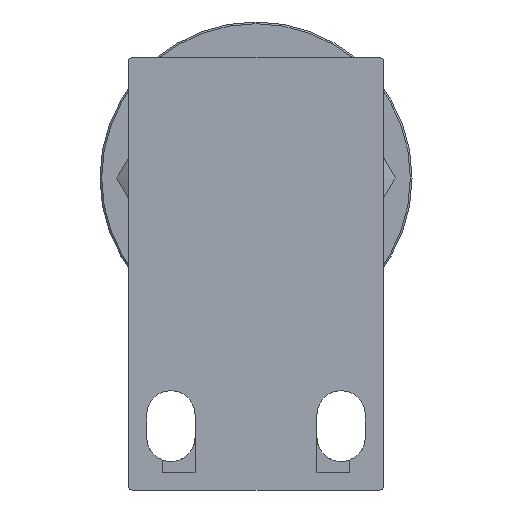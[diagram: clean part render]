
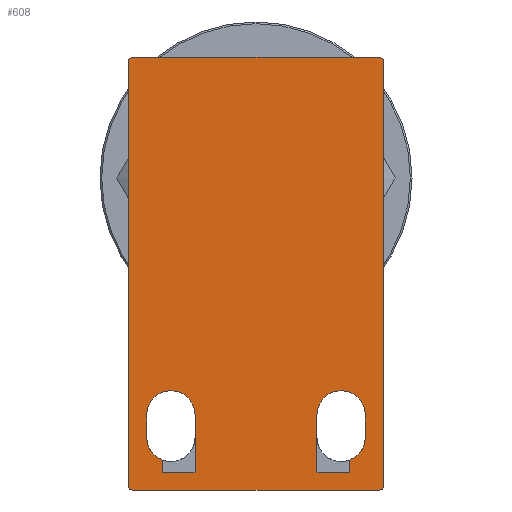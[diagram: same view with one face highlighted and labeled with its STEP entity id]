
A CAD part, left-side view. The second image highlights one B-rep face of the part: STEP entity #608.
In plain terms, the highlighted planar face has unit normal (-1, 0, 0).
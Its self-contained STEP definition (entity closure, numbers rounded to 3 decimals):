
#103=LINE('',#8420,#265);
#104=LINE('',#8423,#266);
#105=LINE('',#8425,#267);
#106=LINE('',#8429,#268);
#107=LINE('',#8432,#269);
#108=LINE('',#8437,#270);
#109=LINE('',#8441,#271);
#110=LINE('',#8445,#272);
#111=LINE('',#8448,#273);
#112=LINE('',#8451,#274);
#113=LINE('',#8455,#275);
#114=LINE('',#8459,#276);
#265=VECTOR('',#3047,1.);
#266=VECTOR('',#3048,1.);
#267=VECTOR('',#3049,1.);
#268=VECTOR('',#3052,1.);
#269=VECTOR('',#3055,1.);
#270=VECTOR('',#3058,1.);
#271=VECTOR('',#3061,1.);
#272=VECTOR('',#3064,1.);
#273=VECTOR('',#3067,1.);
#274=VECTOR('',#3068,1.);
#275=VECTOR('',#3071,1.);
#276=VECTOR('',#3074,1.);
#442=FACE_BOUND('',#1027,.T.);
#443=FACE_BOUND('',#1029,.T.);
#608=ADVANCED_FACE('',(#442,#855,#443),#766,.T.);
#766=PLANE('',#2720);
#855=FACE_OUTER_BOUND('',#1028,.T.);
#1027=EDGE_LOOP('',(#1396,#1397,#1398,#1399,#1400,#1401));
#1028=EDGE_LOOP('',(#1402,#1403,#1404,#1405,#1406,#1407,#1408,#1409));
#1029=EDGE_LOOP('',(#1410,#1411,#1412,#1413,#1414,#1415));
#1230=CIRCLE('',#2712,1.7);
#1231=CIRCLE('',#2713,1.7);
#1232=CIRCLE('',#2714,0.3);
#1233=CIRCLE('',#2715,0.3);
#1234=CIRCLE('',#2716,0.3);
#1235=CIRCLE('',#2717,0.3);
#1236=CIRCLE('',#2718,1.7);
#1237=CIRCLE('',#2719,1.7);
#1396=ORIENTED_EDGE('',*,*,#2294,.T.);
#1397=ORIENTED_EDGE('',*,*,#2295,.F.);
#1398=ORIENTED_EDGE('',*,*,#2296,.T.);
#1399=ORIENTED_EDGE('',*,*,#2297,.T.);
#1400=ORIENTED_EDGE('',*,*,#2298,.T.);
#1401=ORIENTED_EDGE('',*,*,#2299,.T.);
#1402=ORIENTED_EDGE('',*,*,#2300,.F.);
#1403=ORIENTED_EDGE('',*,*,#2301,.T.);
#1404=ORIENTED_EDGE('',*,*,#2302,.F.);
#1405=ORIENTED_EDGE('',*,*,#2303,.T.);
#1406=ORIENTED_EDGE('',*,*,#2304,.F.);
#1407=ORIENTED_EDGE('',*,*,#2305,.T.);
#1408=ORIENTED_EDGE('',*,*,#2306,.F.);
#1409=ORIENTED_EDGE('',*,*,#2307,.T.);
#1410=ORIENTED_EDGE('',*,*,#2308,.F.);
#1411=ORIENTED_EDGE('',*,*,#2309,.T.);
#1412=ORIENTED_EDGE('',*,*,#2310,.T.);
#1413=ORIENTED_EDGE('',*,*,#2311,.T.);
#1414=ORIENTED_EDGE('',*,*,#2312,.T.);
#1415=ORIENTED_EDGE('',*,*,#2313,.T.);
#2059=VERTEX_POINT('',#8421);
#2060=VERTEX_POINT('',#8422);
#2061=VERTEX_POINT('',#8424);
#2062=VERTEX_POINT('',#8426);
#2063=VERTEX_POINT('',#8428);
#2064=VERTEX_POINT('',#8430);
#2065=VERTEX_POINT('',#8433);
#2066=VERTEX_POINT('',#8434);
#2067=VERTEX_POINT('',#8436);
#2068=VERTEX_POINT('',#8438);
#2069=VERTEX_POINT('',#8440);
#2070=VERTEX_POINT('',#8442);
#2071=VERTEX_POINT('',#8444);
#2072=VERTEX_POINT('',#8446);
#2073=VERTEX_POINT('',#8449);
#2074=VERTEX_POINT('',#8450);
#2075=VERTEX_POINT('',#8452);
#2076=VERTEX_POINT('',#8454);
#2077=VERTEX_POINT('',#8456);
#2078=VERTEX_POINT('',#8458);
#2294=EDGE_CURVE('',#2059,#2060,#103,.T.);
#2295=EDGE_CURVE('',#2061,#2060,#104,.T.);
#2296=EDGE_CURVE('',#2061,#2062,#105,.T.);
#2297=EDGE_CURVE('',#2062,#2063,#1230,.T.);
#2298=EDGE_CURVE('',#2063,#2064,#106,.T.);
#2299=EDGE_CURVE('',#2064,#2059,#1231,.T.);
#2300=EDGE_CURVE('',#2065,#2066,#107,.T.);
#2301=EDGE_CURVE('',#2065,#2067,#1232,.T.);
#2302=EDGE_CURVE('',#2068,#2067,#108,.T.);
#2303=EDGE_CURVE('',#2068,#2069,#1233,.T.);
#2304=EDGE_CURVE('',#2070,#2069,#109,.T.);
#2305=EDGE_CURVE('',#2070,#2071,#1234,.T.);
#2306=EDGE_CURVE('',#2072,#2071,#110,.T.);
#2307=EDGE_CURVE('',#2072,#2066,#1235,.T.);
#2308=EDGE_CURVE('',#2073,#2074,#111,.T.);
#2309=EDGE_CURVE('',#2073,#2075,#112,.T.);
#2310=EDGE_CURVE('',#2075,#2076,#1236,.T.);
#2311=EDGE_CURVE('',#2076,#2077,#113,.T.);
#2312=EDGE_CURVE('',#2077,#2078,#1237,.T.);
#2313=EDGE_CURVE('',#2078,#2074,#114,.T.);
#2712=AXIS2_PLACEMENT_3D('',#8427,#3050,#3051);
#2713=AXIS2_PLACEMENT_3D('',#8431,#3053,#3054);
#2714=AXIS2_PLACEMENT_3D('',#8435,#3056,#3057);
#2715=AXIS2_PLACEMENT_3D('',#8439,#3059,#3060);
#2716=AXIS2_PLACEMENT_3D('',#8443,#3062,#3063);
#2717=AXIS2_PLACEMENT_3D('',#8447,#3065,#3066);
#2718=AXIS2_PLACEMENT_3D('',#8453,#3069,#3070);
#2719=AXIS2_PLACEMENT_3D('',#8457,#3072,#3073);
#2720=AXIS2_PLACEMENT_3D('',#8460,#3075,#3076);
#3047=DIRECTION('',(0.,0.,-1.));
#3048=DIRECTION('',(0.,-1.,0.));
#3049=DIRECTION('',(0.,0.,1.));
#3050=DIRECTION('',(1.,0.,0.));
#3051=DIRECTION('',(0.,1.,0.));
#3052=DIRECTION('',(0.,0.,1.));
#3053=DIRECTION('',(1.,0.,0.));
#3054=DIRECTION('',(0.,1.,0.));
#3055=DIRECTION('',(0.,0.,1.));
#3056=DIRECTION('',(-1.,0.,0.));
#3057=DIRECTION('',(0.,1.,0.));
#3058=DIRECTION('',(0.,1.,0.));
#3059=DIRECTION('',(-1.,0.,0.));
#3060=DIRECTION('',(0.,1.,0.));
#3061=DIRECTION('',(0.,0.,-1.));
#3062=DIRECTION('',(-1.,0.,0.));
#3063=DIRECTION('',(0.,1.,0.));
#3064=DIRECTION('',(0.,-1.,0.));
#3065=DIRECTION('',(-1.,0.,0.));
#3066=DIRECTION('',(0.,1.,0.));
#3067=DIRECTION('',(0.,-1.,0.));
#3068=DIRECTION('',(0.,0.,1.));
#3069=DIRECTION('',(1.,0.,0.));
#3070=DIRECTION('',(0.,1.,0.));
#3071=DIRECTION('',(0.,0.,-1.));
#3072=DIRECTION('',(1.,0.,0.));
#3073=DIRECTION('',(0.,1.,0.));
#3074=DIRECTION('',(0.,0.,-1.));
#3075=DIRECTION('',(-1.,0.,0.));
#3076=DIRECTION('',(0.,0.,-1.));
#8420=CARTESIAN_POINT('',(-91.,4.3,-17.5));
#8421=CARTESIAN_POINT('',(-91.,4.3,-16.7));
#8422=CARTESIAN_POINT('',(-91.,4.3,-20.8));
#8423=CARTESIAN_POINT('',(-91.,0.,-20.8));
#8424=CARTESIAN_POINT('',(-91.,6.6,-20.8));
#8425=CARTESIAN_POINT('',(-91.,6.6,-6.8));
#8426=CARTESIAN_POINT('',(-91.,6.6,-19.891));
#8427=CARTESIAN_POINT('',(-91.,6.,-18.3));
#8428=CARTESIAN_POINT('',(-91.,7.7,-18.3));
#8429=CARTESIAN_POINT('',(-91.,7.7,-17.5));
#8430=CARTESIAN_POINT('',(-91.,7.7,-16.7));
#8431=CARTESIAN_POINT('',(-91.,6.,-16.7));
#8432=CARTESIAN_POINT('',(-91.,9.,-6.8));
#8433=CARTESIAN_POINT('',(-91.,9.,-21.7));
#8434=CARTESIAN_POINT('',(-91.,9.,8.2));
#8435=CARTESIAN_POINT('',(-91.,8.7,-21.7));
#8436=CARTESIAN_POINT('',(-91.,8.7,-22.));
#8437=CARTESIAN_POINT('',(-91.,0.,-22.));
#8438=CARTESIAN_POINT('',(-91.,-8.7,-22.));
#8439=CARTESIAN_POINT('',(-91.,-8.7,-21.7));
#8440=CARTESIAN_POINT('',(-91.,-9.,-21.7));
#8441=CARTESIAN_POINT('',(-91.,-9.,-6.8));
#8442=CARTESIAN_POINT('',(-91.,-9.,8.2));
#8443=CARTESIAN_POINT('',(-91.,-8.7,8.2));
#8444=CARTESIAN_POINT('',(-91.,-8.7,8.5));
#8445=CARTESIAN_POINT('',(-91.,0.,8.5));
#8446=CARTESIAN_POINT('',(-91.,8.7,8.5));
#8447=CARTESIAN_POINT('',(-91.,8.7,8.2));
#8448=CARTESIAN_POINT('',(-91.,0.,-20.8));
#8449=CARTESIAN_POINT('',(-91.,-4.3,-20.8));
#8450=CARTESIAN_POINT('',(-91.,-6.6,-20.8));
#8451=CARTESIAN_POINT('',(-91.,-4.3,-17.5));
#8452=CARTESIAN_POINT('',(-91.,-4.3,-16.7));
#8453=CARTESIAN_POINT('',(-91.,-6.,-16.7));
#8454=CARTESIAN_POINT('',(-91.,-7.7,-16.7));
#8455=CARTESIAN_POINT('',(-91.,-7.7,-17.5));
#8456=CARTESIAN_POINT('',(-91.,-7.7,-18.3));
#8457=CARTESIAN_POINT('',(-91.,-6.,-18.3));
#8458=CARTESIAN_POINT('',(-91.,-6.6,-19.891));
#8459=CARTESIAN_POINT('',(-91.,-6.6,-6.8));
#8460=CARTESIAN_POINT('',(-91.,0.,-6.8));
